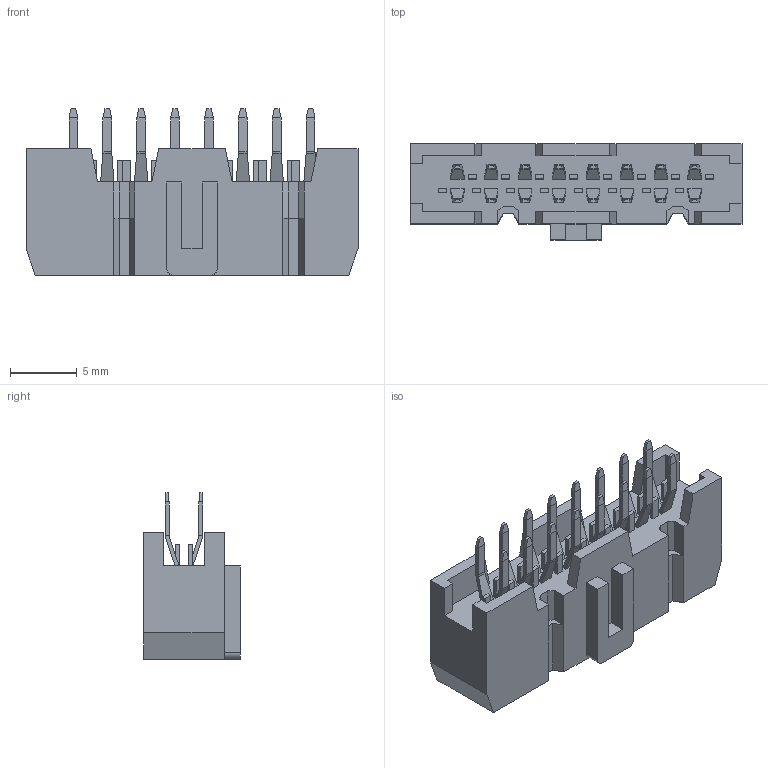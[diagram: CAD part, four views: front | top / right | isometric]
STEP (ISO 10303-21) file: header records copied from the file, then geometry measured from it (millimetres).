
FILE_DESCRIPTION(('CoCreate Modeling STEP Export'),'2;1');
FILE_NAME('HIF3FB-16DA-2.54DSA.stp','2013-02-25T14:06:27',(''),(''),'CoCreate Modeling STEP processor for AP214 (Solid Model)','CoCreate Modeling 17.0 01-Apr-2010 (C) Parametric Technology GmbH','');
FILE_SCHEMA(('AUTOMOTIVE_DESIGN { 1 0 10303 214 1 1 1 1 }'));
Length unit declared in the file: millimetre
Products named in the file (1): HIF3FB-16DA-2.54DSA
Bounding box: 24.89 x 7.2 x 12.5 mm (x, y, z)
Volume: 1115.4 mm3; surface area: 1206.2 mm2
Topology: 1 solids, 1 shells, 546 faces, 1308 edges, 828 vertices
Faces by surface type: plane 512, cylinder 34
Entity records: 12160 total; most frequent: ORIENTED_EDGE 2616, CARTESIAN_POINT 2303, EDGE_CURVE 1308, LINE 1126, VERTEX_POINT 828, EDGE_LOOP 610, AXIS2_PLACEMENT_3D 590, FACE_OUTER_BOUND 546
